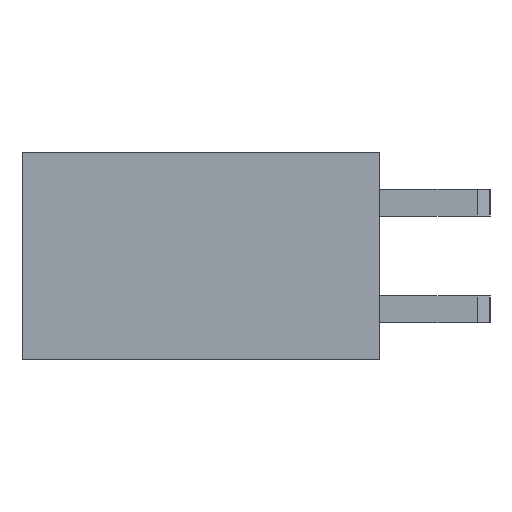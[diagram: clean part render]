
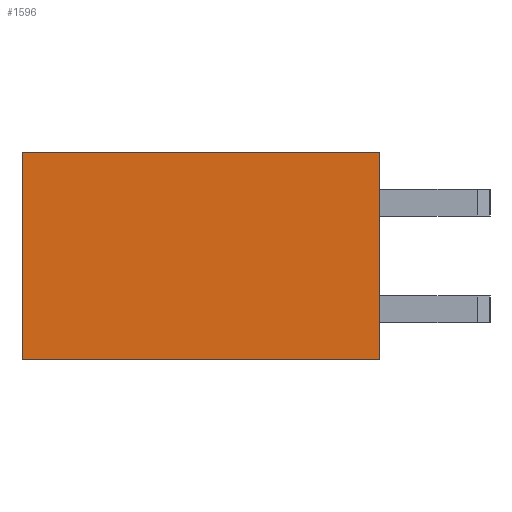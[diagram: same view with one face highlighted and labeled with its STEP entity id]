
A CAD part, left-side view. The second image highlights one B-rep face of the part: STEP entity #1596.
In plain terms, the highlighted planar face has unit normal (-1, 0, 0).
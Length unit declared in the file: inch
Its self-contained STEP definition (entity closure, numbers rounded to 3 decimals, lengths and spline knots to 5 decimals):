
#1596 = ADVANCED_FACE( '', ( #3367 ), #3368, .F. );
#3367 = FACE_OUTER_BOUND( '', #5217, .T. );
#3368 = PLANE( '', #5218 );
#5217 = EDGE_LOOP( '', ( #10148, #10149, #10150, #10151 ) );
#5218 = AXIS2_PLACEMENT_3D( '', #10152, #10153, #10154 );
#10148 = ORIENTED_EDGE( '', *, *, #11803, .T. );
#10149 = ORIENTED_EDGE( '', *, *, #12734, .F. );
#10150 = ORIENTED_EDGE( '', *, *, #11458, .F. );
#10151 = ORIENTED_EDGE( '', *, *, #12284, .T. );
#10152 = CARTESIAN_POINT( '', ( -1.01, 0.335, -0.0975 ) );
#10153 = DIRECTION( '', ( 1., 0., 0. ) );
#10154 = DIRECTION( '', ( 0., 0., -1. ) );
#11458 = EDGE_CURVE( '', #14010, #14012, #14013, .T. );
#11803 = EDGE_CURVE( '', #14571, #14569, #14572, .T. );
#12284 = EDGE_CURVE( '', #14010, #14571, #15323, .T. );
#12734 = EDGE_CURVE( '', #14012, #14569, #15908, .T. );
#14010 = VERTEX_POINT( '', #17651 );
#14012 = VERTEX_POINT( '', #17654 );
#14013 = LINE( '', #17655, #17656 );
#14569 = VERTEX_POINT( '', #18480 );
#14571 = VERTEX_POINT( '', #18483 );
#14572 = LINE( '', #18484, #18485 );
#15323 = LINE( '', #19638, #19639 );
#15908 = LINE( '', #20528, #20529 );
#17651 = CARTESIAN_POINT( '', ( -1.01, 0.335, -0.0975 ) );
#17654 = CARTESIAN_POINT( '', ( -1.01, 0.335, 0.0975 ) );
#17655 = CARTESIAN_POINT( '', ( -1.01, 0.335, -0.0975 ) );
#17656 = VECTOR( '', #21556, 39.37008 );
#18480 = CARTESIAN_POINT( '', ( -1.01, 0., 0.0975 ) );
#18483 = CARTESIAN_POINT( '', ( -1.01, 0., -0.0975 ) );
#18484 = CARTESIAN_POINT( '', ( -1.01, 0., -0.0975 ) );
#18485 = VECTOR( '', #21826, 39.37008 );
#19638 = CARTESIAN_POINT( '', ( -1.01, 0.335, -0.0975 ) );
#19639 = VECTOR( '', #22229, 39.37008 );
#20528 = CARTESIAN_POINT( '', ( -1.01, 0.335, 0.0975 ) );
#20529 = VECTOR( '', #22534, 39.37008 );
#21556 = DIRECTION( '', ( 0., 0., 1. ) );
#21826 = DIRECTION( '', ( 0., 0., 1. ) );
#22229 = DIRECTION( '', ( 0., -1., 0. ) );
#22534 = DIRECTION( '', ( 0., -1., 0. ) );
